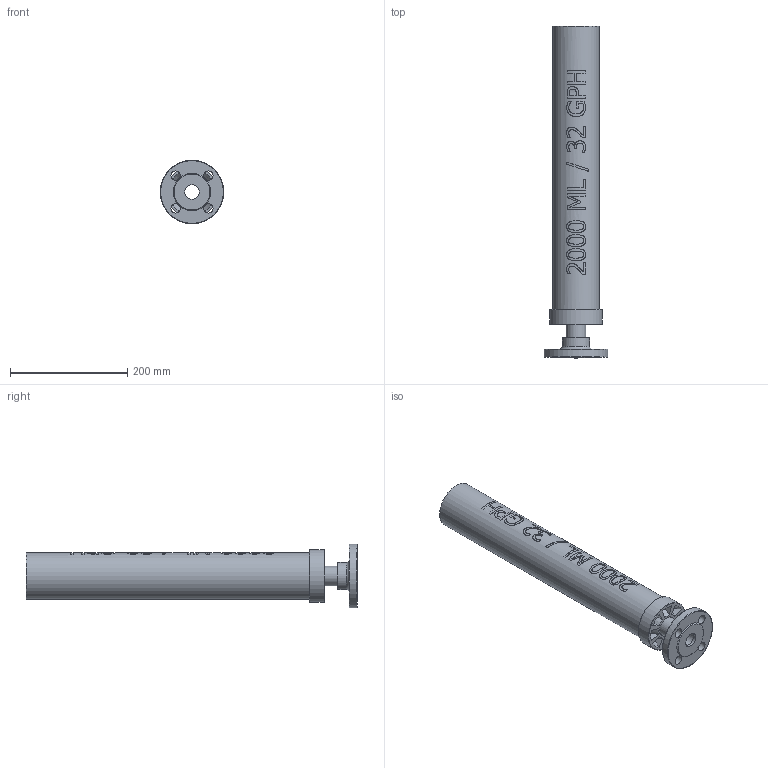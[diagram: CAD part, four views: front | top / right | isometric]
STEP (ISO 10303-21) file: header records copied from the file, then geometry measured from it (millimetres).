
FILE_DESCRIPTION((''),'2;1');
FILE_NAME('PV#1-2000-F_R0.iam.stp','2016-10-13T14:09:07',(''),(''),'Autodesk Inventor 2009','Autodesk Inventor 2009','');
FILE_SCHEMA(('AUTOMOTIVE_DESIGN { 1 0 10303 214 1 1 1 1 }'));
Length unit declared in the file: inch
Products named in the file (6): PV#1-2000-F_R0; PV-SW-2000_R2; PV-2000-TUBE_R0; SA-10FLG-PVC_R0; FLG-10PVC_R0; PIPE-10PVC_R0
Assembly tree (5 placements, depth 3):
  PV#1-2000-F_R0
    PV-SW-2000_R2
    PV-2000-TUBE_R0
    SA-10FLG-PVC_R0
      FLG-10PVC_R0
      PIPE-10PVC_R0
Bounding box: 107.77 x 565.15 x 107.77 mm (x, y, z)
Volume: 441304.7 mm3; surface area: 315993.2 mm2
Topology: 4 solids, 4 shells, 265 faces, 682 edges, 450 vertices
Faces by surface type: bspline 146, plane 83, cylinder 25, cone 11
Full cylindrical faces by diameter (mm): 15.875 x1, 24.308 x1, 29.362 x1, 33.401 x1, 76.098 x1, 76.327 x1, 79.375 x1, 80.162 x1, 88.9 x1
Entity records: 57587 total; most frequent: CARTESIAN_POINT 52020, ORIENTED_EDGE 1310, DIRECTION 723, EDGE_CURVE 655, VERTEX_POINT 446, EDGE_LOOP 329, B_SPLINE_CURVE_WITH_KNOTS 271, FACE_OUTER_BOUND 265
